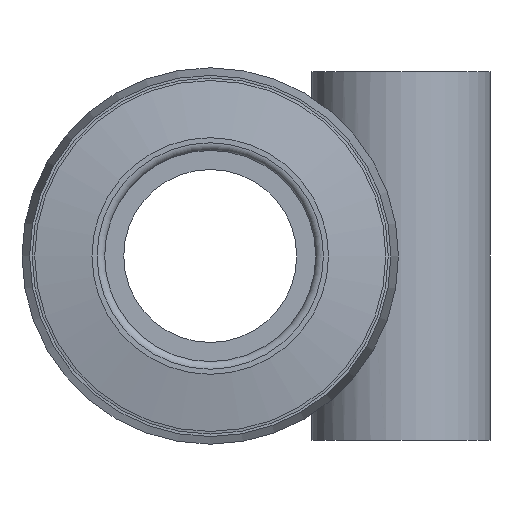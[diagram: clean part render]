
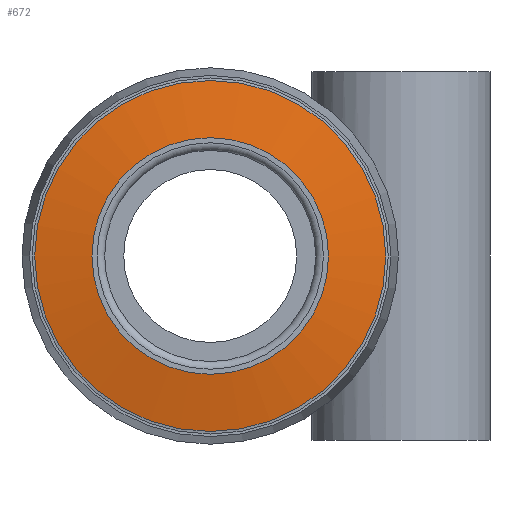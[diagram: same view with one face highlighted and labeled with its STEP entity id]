
A CAD part, front view. The second image highlights one B-rep face of the part: STEP entity #672.
In plain terms, the highlighted conical face has half-angle 79.919 degrees and reference radius 5.775 mm.
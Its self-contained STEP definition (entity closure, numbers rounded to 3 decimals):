
#638=CARTESIAN_POINT('',(-4.65,-19.6,0.0));
#639=VERTEX_POINT('',#638);
#640=CARTESIAN_POINT('',(0.,-19.6,0.0));
#641=DIRECTION('',(0.0,1.0,0.0));
#642=DIRECTION('',(-1.0,0.0,0.0));
#643=AXIS2_PLACEMENT_3D('',#640,#641,#642);
#644=CIRCLE('',#643,4.65);
#645=EDGE_CURVE('',#639,#639,#644,.T.);
#653=CARTESIAN_POINT('',(0.,-19.4,0.0));
#654=DIRECTION('',(0.0,1.0,0.0));
#655=DIRECTION('',(-1.0,0.0,0.0));
#656=AXIS2_PLACEMENT_3D('',#653,#654,#655);
#657=CONICAL_SURFACE('',#656,5.775,79.919);
#658=CARTESIAN_POINT('',(-6.9,-19.2,0.0));
#659=VERTEX_POINT('',#658);
#660=CARTESIAN_POINT('',(0.,-19.2,0.0));
#661=DIRECTION('',(0.0,1.0,0.0));
#662=DIRECTION('',(-1.0,0.0,0.0));
#663=AXIS2_PLACEMENT_3D('',#660,#661,#662);
#664=CIRCLE('',#663,6.9);
#665=EDGE_CURVE('',#659,#659,#664,.T.);
#666=ORIENTED_EDGE('',*,*,#665,.F.);
#667=EDGE_LOOP('',(#666));
#668=FACE_OUTER_BOUND('',#667,.T.);
#669=ORIENTED_EDGE('',*,*,#645,.T.);
#670=EDGE_LOOP('',(#669));
#671=FACE_BOUND('',#670,.T.);
#672=ADVANCED_FACE('',(#668,#671),#657,.T.);
